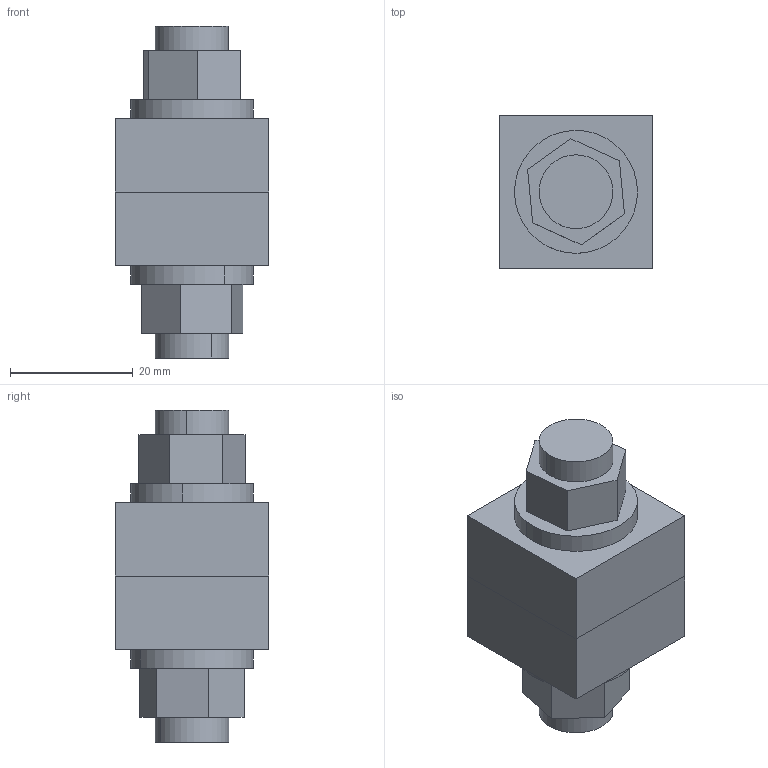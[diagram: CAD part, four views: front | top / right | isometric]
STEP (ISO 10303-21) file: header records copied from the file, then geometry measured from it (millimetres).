
FILE_DESCRIPTION (( 'STEP AP203' ), '1' );
FILE_NAME ('ababolt.STEP', '2011-05-26T14:18:21', ( 'Laurence Marks' ), ( '' ), 'SwSTEP 2.0', 'SolidWorks 2010', '' );
FILE_SCHEMA (( 'CONFIG_CONTROL_DESIGN' ));
Length unit declared in the file: millimetre
Products named in the file (3): ababolt; plate; Part1^ababolt
Assembly tree (3 placements, depth 2):
  ababolt
    plate  x2
    Part1^ababolt
Bounding box: 25 x 25 x 54 mm (x, y, z)
Volume: 20676.5 mm3; surface area: 8796.8 mm2
Topology: 3 solids, 3 shells, 46 faces, 102 edges, 68 vertices
Faces by surface type: plane 32, cylinder 14
Entity records: 1393 total; most frequent: DIRECTION 196, CARTESIAN_POINT 184, ORIENTED_EDGE 168, EDGE_CURVE 84, AXIS2_PLACEMENT_3D 68, LINE 60, VECTOR 60, VERTEX_POINT 56
